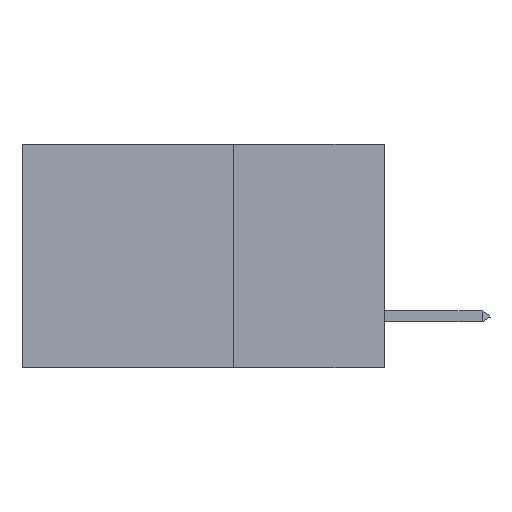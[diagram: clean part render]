
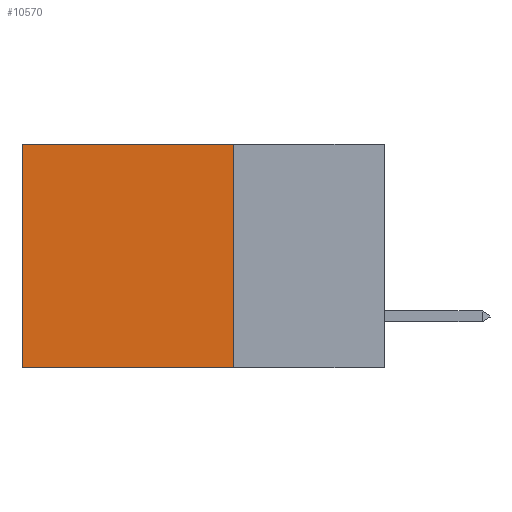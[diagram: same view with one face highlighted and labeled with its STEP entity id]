
A CAD part, left-side view. The second image highlights one B-rep face of the part: STEP entity #10570.
In plain terms, the highlighted planar face has unit normal (-1, 0, 0).
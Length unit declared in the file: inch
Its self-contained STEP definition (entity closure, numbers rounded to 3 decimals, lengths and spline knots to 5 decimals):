
#334 = LINE ( 'NONE', #7883, #25406 ) ;
#1454 = CARTESIAN_POINT ( 'NONE',  ( 0.2875, 0.25, 0. ) ) ;
#2152 = LINE ( 'NONE', #4876, #32911 ) ;
#2345 = CARTESIAN_POINT ( 'NONE',  ( 0.2875, 0.25, -0.37 ) ) ;
#3122 = ORIENTED_EDGE ( 'NONE', *, *, #32841, .T. ) ;
#4876 = CARTESIAN_POINT ( 'NONE',  ( 0.2875, 0.6, 0. ) ) ;
#6154 = CARTESIAN_POINT ( 'NONE',  ( 0.2875, 0.6, 0. ) ) ;
#6564 = CARTESIAN_POINT ( 'NONE',  ( 0.2875, 0.25, -0.37 ) ) ;
#6671 = DIRECTION ( 'NONE',  ( 0., 1., 0. ) ) ;
#6927 = DIRECTION ( 'NONE',  ( 0., 1., 0. ) ) ;
#7649 = CARTESIAN_POINT ( 'NONE',  ( 0.2875, 0.25, 0. ) ) ;
#7837 = DIRECTION ( 'NONE',  ( 0., 0., -1. ) ) ;
#7883 = CARTESIAN_POINT ( 'NONE',  ( 0.2875, 0.25, 0. ) ) ;
#9433 = AXIS2_PLACEMENT_3D ( 'NONE', #9901, #17709, #12594 ) ;
#9901 = CARTESIAN_POINT ( 'NONE',  ( 0.2875, 0.25, 0. ) ) ;
#10570 = ADVANCED_FACE ( 'NONE', ( #30822 ), #25430, .F. ) ;
#12594 = DIRECTION ( 'NONE',  ( 0., 0., -1. ) ) ;
#13448 = VERTEX_POINT ( 'NONE', #7649 ) ;
#15613 = LINE ( 'NONE', #1454, #18411 ) ;
#16892 = VERTEX_POINT ( 'NONE', #2345 ) ;
#17643 = ORIENTED_EDGE ( 'NONE', *, *, #24921, .T. ) ;
#17709 = DIRECTION ( 'NONE',  ( 1., 0., 0. ) ) ;
#17837 = DIRECTION ( 'NONE',  ( 0., 0., -1. ) ) ;
#18411 = VECTOR ( 'NONE', #6927, 39.37008 ) ;
#19470 = VERTEX_POINT ( 'NONE', #22329 ) ;
#19979 = EDGE_LOOP ( 'NONE', ( #17643, #21654, #26207, #3122 ) ) ;
#21654 = ORIENTED_EDGE ( 'NONE', *, *, #24389, .F. ) ;
#22329 = CARTESIAN_POINT ( 'NONE',  ( 0.2875, 0.6, -0.37 ) ) ;
#24389 = EDGE_CURVE ( 'NONE', #16892, #19470, #30502, .T. ) ;
#24921 = EDGE_CURVE ( 'NONE', #25645, #19470, #2152, .T. ) ;
#25406 = VECTOR ( 'NONE', #17837, 39.37008 ) ;
#25430 = PLANE ( 'NONE',  #9433 ) ;
#25645 = VERTEX_POINT ( 'NONE', #6154 ) ;
#26207 = ORIENTED_EDGE ( 'NONE', *, *, #29585, .F. ) ;
#29260 = VECTOR ( 'NONE', #6671, 39.37008 ) ;
#29585 = EDGE_CURVE ( 'NONE', #13448, #16892, #334, .T. ) ;
#30502 = LINE ( 'NONE', #6564, #29260 ) ;
#30822 = FACE_OUTER_BOUND ( 'NONE', #19979, .T. ) ;
#32841 = EDGE_CURVE ( 'NONE', #13448, #25645, #15613, .T. ) ;
#32911 = VECTOR ( 'NONE', #7837, 39.37008 ) ;
